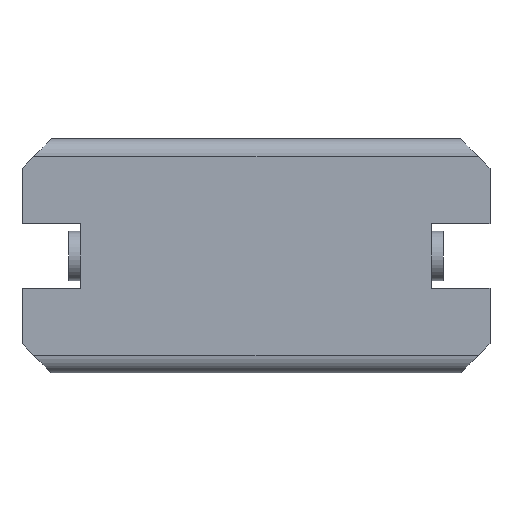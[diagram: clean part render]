
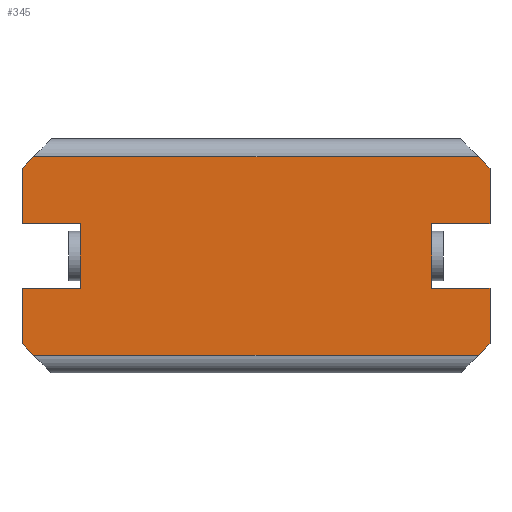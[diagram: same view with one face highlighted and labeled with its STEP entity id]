
A CAD part, front view. The second image highlights one B-rep face of the part: STEP entity #345.
In plain terms, the highlighted planar face has unit normal (0, -1, 0).
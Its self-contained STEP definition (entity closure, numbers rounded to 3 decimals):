
#345=ADVANCED_FACE('',(#693),#695,.F.);
#693=FACE_BOUND('',#694,.T.);
#694=EDGE_LOOP('',(#976,#977,#978,#979,#980,#981,#982,#983,#984,#985,#986,#987,#988,
#989,#990,#991));
#695=PLANE('',#696);
#696=AXIS2_PLACEMENT_3D('',#697,#698,#699);
#697=CARTESIAN_POINT('',(0.,0.,0.));
#698=DIRECTION('',(0.,1.,0.));
#699=DIRECTION('',(-1.,0.,0.));
#976=ORIENTED_EDGE('',*,*,#1166,.F.);
#977=ORIENTED_EDGE('',*,*,#1167,.F.);
#978=ORIENTED_EDGE('',*,*,#1158,.F.);
#979=ORIENTED_EDGE('',*,*,#1156,.T.);
#980=ORIENTED_EDGE('',*,*,#1136,.T.);
#981=ORIENTED_EDGE('',*,*,#1134,.T.);
#982=ORIENTED_EDGE('',*,*,#1131,.F.);
#983=ORIENTED_EDGE('',*,*,#1168,.F.);
#984=ORIENTED_EDGE('',*,*,#1169,.F.);
#985=ORIENTED_EDGE('',*,*,#1170,.F.);
#986=ORIENTED_EDGE('',*,*,#1126,.F.);
#987=ORIENTED_EDGE('',*,*,#1124,.T.);
#988=ORIENTED_EDGE('',*,*,#1121,.T.);
#989=ORIENTED_EDGE('',*,*,#1165,.T.);
#990=ORIENTED_EDGE('',*,*,#1163,.F.);
#991=ORIENTED_EDGE('',*,*,#1171,.F.);
#1121=EDGE_CURVE('',#1318,#1316,#1319,.T.);
#1124=EDGE_CURVE('',#1321,#1318,#1323,.T.);
#1126=EDGE_CURVE('',#1321,#1324,#1326,.T.);
#1131=EDGE_CURVE('',#1332,#1334,#1335,.T.);
#1134=EDGE_CURVE('',#1337,#1334,#1339,.T.);
#1136=EDGE_CURVE('',#1341,#1337,#1342,.T.);
#1156=EDGE_CURVE('',#1365,#1341,#1367,.T.);
#1158=EDGE_CURVE('',#1365,#1368,#1370,.T.);
#1163=EDGE_CURVE('',#1376,#1378,#1379,.T.);
#1165=EDGE_CURVE('',#1316,#1378,#1381,.T.);
#1166=EDGE_CURVE('',#1382,#1383,#1384,.T.);
#1167=EDGE_CURVE('',#1368,#1382,#1385,.F.);
#1168=EDGE_CURVE('',#1386,#1332,#1387,.F.);
#1169=EDGE_CURVE('',#1388,#1386,#1389,.T.);
#1170=EDGE_CURVE('',#1324,#1388,#1390,.F.);
#1171=EDGE_CURVE('',#1383,#1376,#1391,.F.);
#1316=VERTEX_POINT('',#1684);
#1318=VERTEX_POINT('',#1688);
#1319=LINE('',#1689,#1690);
#1321=VERTEX_POINT('',#1695);
#1323=LINE('',#1699,#1700);
#1324=VERTEX_POINT('',#1702);
#1326=LINE('',#1706,#1707);
#1332=VERTEX_POINT('',#1720);
#1334=VERTEX_POINT('',#1724);
#1335=LINE('',#1725,#1726);
#1337=VERTEX_POINT('',#1731);
#1339=LINE('',#1735,#1736);
#1341=VERTEX_POINT('',#1742);
#1342=LINE('',#1743,#1744);
#1365=VERTEX_POINT('',#1807);
#1367=LINE('',#1811,#1812);
#1368=VERTEX_POINT('',#1814);
#1370=LINE('',#1818,#1819);
#1376=VERTEX_POINT('',#1832);
#1378=VERTEX_POINT('',#1836);
#1379=LINE('',#1837,#1838);
#1381=LINE('',#1843,#1844);
#1382=VERTEX_POINT('',#1846);
#1383=VERTEX_POINT('',#1847);
#1384=LINE('',#1848,#1849);
#1385=LINE('',#1851,#1852);
#1386=VERTEX_POINT('',#1854);
#1387=LINE('',#1855,#1856);
#1388=VERTEX_POINT('',#1858);
#1389=LINE('',#1859,#1860);
#1390=LINE('',#1862,#1863);
#1391=LINE('',#1865,#1866);
#1684=CARTESIAN_POINT('',(-30.,0.,-5.5));
#1688=CARTESIAN_POINT('',(-30.,0.,5.5));
#1689=CARTESIAN_POINT('',(-30.,0.,5.5));
#1690=VECTOR('',#1691,1.);
#1691=DIRECTION('',(0.,0.,-1.));
#1695=CARTESIAN_POINT('',(-40.,0.,5.5));
#1699=CARTESIAN_POINT('',(-40.,0.,5.5));
#1700=VECTOR('',#1701,1.);
#1701=DIRECTION('',(1.,0.,0.));
#1702=CARTESIAN_POINT('',(-40.,0.,15.));
#1706=CARTESIAN_POINT('',(-40.,0.,5.5));
#1707=VECTOR('',#1708,1.);
#1708=DIRECTION('',(0.,0.,1.));
#1720=CARTESIAN_POINT('',(40.,0.,15.));
#1724=CARTESIAN_POINT('',(40.,0.,5.5));
#1725=CARTESIAN_POINT('',(40.,0.,15.));
#1726=VECTOR('',#1727,1.);
#1727=DIRECTION('',(0.,0.,-1.));
#1731=CARTESIAN_POINT('',(30.,0.,5.5));
#1735=CARTESIAN_POINT('',(30.,0.,5.5));
#1736=VECTOR('',#1737,1.);
#1737=DIRECTION('',(1.,0.,0.));
#1742=CARTESIAN_POINT('',(30.,0.,-5.5));
#1743=CARTESIAN_POINT('',(30.,0.,-5.5));
#1744=VECTOR('',#1745,1.);
#1745=DIRECTION('',(0.,0.,1.));
#1807=CARTESIAN_POINT('',(40.,0.,-5.5));
#1811=CARTESIAN_POINT('',(40.,0.,-5.5));
#1812=VECTOR('',#1813,1.);
#1813=DIRECTION('',(-1.,0.,0.));
#1814=CARTESIAN_POINT('',(40.,0.,-15.));
#1818=CARTESIAN_POINT('',(40.,0.,-5.5));
#1819=VECTOR('',#1820,1.);
#1820=DIRECTION('',(0.,0.,-1.));
#1832=CARTESIAN_POINT('',(-40.,0.,-15.));
#1836=CARTESIAN_POINT('',(-40.,0.,-5.5));
#1837=CARTESIAN_POINT('',(-40.,0.,-15.));
#1838=VECTOR('',#1839,1.);
#1839=DIRECTION('',(0.,0.,1.));
#1843=CARTESIAN_POINT('',(-30.,0.,-5.5));
#1844=VECTOR('',#1845,1.);
#1845=DIRECTION('',(-1.,0.,0.));
#1846=CARTESIAN_POINT('',(38.,0.,-17.));
#1847=CARTESIAN_POINT('',(-38.,0.,-17.));
#1848=CARTESIAN_POINT('',(38.,0.,-17.));
#1849=VECTOR('',#1850,1.);
#1850=DIRECTION('',(-1.,0.,0.));
#1851=CARTESIAN_POINT('',(38.,0.,-17.));
#1852=VECTOR('',#1853,1.);
#1853=DIRECTION('',(0.707,0.,0.707));
#1854=CARTESIAN_POINT('',(38.,0.,17.));
#1855=CARTESIAN_POINT('',(40.,0.,15.));
#1856=VECTOR('',#1857,1.);
#1857=DIRECTION('',(-0.707,0.,0.707));
#1858=CARTESIAN_POINT('',(-38.,0.,17.));
#1859=CARTESIAN_POINT('',(-38.,0.,17.));
#1860=VECTOR('',#1861,1.);
#1861=DIRECTION('',(1.,0.,0.));
#1862=CARTESIAN_POINT('',(-38.,0.,17.));
#1863=VECTOR('',#1864,1.);
#1864=DIRECTION('',(-0.707,0.,-0.707));
#1865=CARTESIAN_POINT('',(-40.,0.,-15.));
#1866=VECTOR('',#1867,1.);
#1867=DIRECTION('',(0.707,0.,-0.707));
